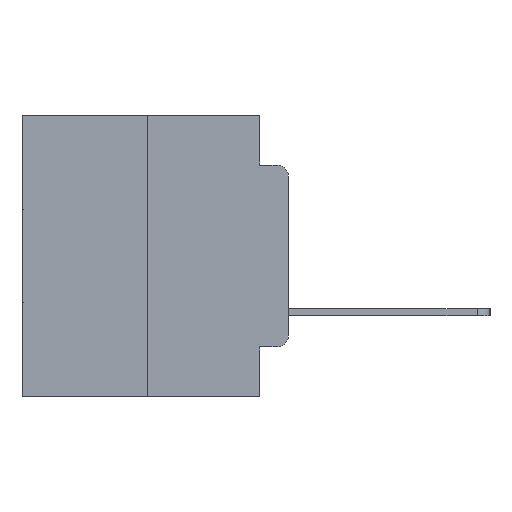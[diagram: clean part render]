
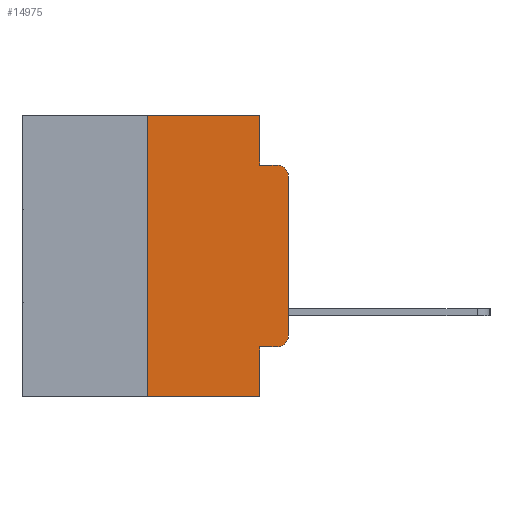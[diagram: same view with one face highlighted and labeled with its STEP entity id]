
A CAD part, left-side view. The second image highlights one B-rep face of the part: STEP entity #14975.
In plain terms, the highlighted planar face has unit normal (-1, 0, 0).
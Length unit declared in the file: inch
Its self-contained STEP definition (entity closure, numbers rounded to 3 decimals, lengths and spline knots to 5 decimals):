
#76 = LINE ( 'NONE', #22922, #18368 ) ;
#493 = VERTEX_POINT ( 'NONE', #12178 ) ;
#912 = VERTEX_POINT ( 'NONE', #22539 ) ;
#1951 = CARTESIAN_POINT ( 'NONE',  ( 0., 0.051, -0.4115 ) ) ;
#2422 = VERTEX_POINT ( 'NONE', #7373 ) ;
#2620 = LINE ( 'NONE', #26942, #25506 ) ;
#2743 = DIRECTION ( 'NONE',  ( 0., -1., 0. ) ) ;
#2754 = VERTEX_POINT ( 'NONE', #24390 ) ;
#2861 = EDGE_CURVE ( 'NONE', #13962, #17440, #7851, .T. ) ;
#3274 = PLANE ( 'NONE',  #5623 ) ;
#4133 = AXIS2_PLACEMENT_3D ( 'NONE', #10809, #25782, #13024 ) ;
#4721 = EDGE_CURVE ( 'NONE', #17440, #26388, #2620, .T. ) ;
#5623 = AXIS2_PLACEMENT_3D ( 'NONE', #5759, #8086, #23281 ) ;
#5671 = LINE ( 'NONE', #8862, #27403 ) ;
#5759 = CARTESIAN_POINT ( 'NONE',  ( 0., 0.473, 0. ) ) ;
#6313 = DIRECTION ( 'NONE',  ( 0., -1., 0. ) ) ;
#7249 = EDGE_CURVE ( 'NONE', #2422, #26388, #24628, .T. ) ;
#7373 = CARTESIAN_POINT ( 'NONE',  ( 0., 0., -0.1085 ) ) ;
#7851 = LINE ( 'NONE', #13242, #18805 ) ;
#8086 = DIRECTION ( 'NONE',  ( 1., 0., 0. ) ) ;
#8419 = EDGE_CURVE ( 'NONE', #493, #23962, #26521, .T. ) ;
#8862 = CARTESIAN_POINT ( 'NONE',  ( 0., 0.25, 0. ) ) ;
#9553 = ORIENTED_EDGE ( 'NONE', *, *, #12433, .F. ) ;
#9861 = CARTESIAN_POINT ( 'NONE',  ( 0., 0.02, -0.0885 ) ) ;
#10260 = ORIENTED_EDGE ( 'NONE', *, *, #7249, .T. ) ;
#10809 = CARTESIAN_POINT ( 'NONE',  ( 0., 0.02, -0.3915 ) ) ;
#10948 = EDGE_CURVE ( 'NONE', #493, #912, #5671, .T. ) ;
#11436 = DIRECTION ( 'NONE',  ( 0., -1., 0. ) ) ;
#11886 = EDGE_LOOP ( 'NONE', ( #27967, #10260, #16727, #20350, #26633, #12296, #23679, #9553, #24717, #14004 ) ) ;
#11976 = CIRCLE ( 'NONE', #4133, 0.02 ) ;
#12155 = AXIS2_PLACEMENT_3D ( 'NONE', #25656, #12898, #27760 ) ;
#12178 = CARTESIAN_POINT ( 'NONE',  ( 0., 0.25, -0.5 ) ) ;
#12296 = ORIENTED_EDGE ( 'NONE', *, *, #10948, .F. ) ;
#12433 = EDGE_CURVE ( 'NONE', #26034, #23962, #76, .T. ) ;
#12898 = DIRECTION ( 'NONE',  ( -1., 0., 0. ) ) ;
#13024 = DIRECTION ( 'NONE',  ( 0., 0., -1. ) ) ;
#13242 = CARTESIAN_POINT ( 'NONE',  ( 0., 0.051, 0. ) ) ;
#13415 = VECTOR ( 'NONE', #6313, 39.37008 ) ;
#13962 = VERTEX_POINT ( 'NONE', #19871 ) ;
#14004 = ORIENTED_EDGE ( 'NONE', *, *, #26322, .T. ) ;
#14582 = VECTOR ( 'NONE', #22831, 39.37008 ) ;
#14975 = ADVANCED_FACE ( 'NONE', ( #15509 ), #3274, .F. ) ;
#15220 = CARTESIAN_POINT ( 'NONE',  ( 0., 0.473, 0. ) ) ;
#15450 = DIRECTION ( 'NONE',  ( 0., 0., -1. ) ) ;
#15509 = FACE_OUTER_BOUND ( 'NONE', #11886, .T. ) ;
#16328 = EDGE_CURVE ( 'NONE', #912, #13962, #24108, .T. ) ;
#16727 = ORIENTED_EDGE ( 'NONE', *, *, #4721, .F. ) ;
#16879 = LINE ( 'NONE', #21930, #23216 ) ;
#17440 = VERTEX_POINT ( 'NONE', #22855 ) ;
#17601 = VERTEX_POINT ( 'NONE', #23339 ) ;
#18368 = VECTOR ( 'NONE', #25039, 39.37008 ) ;
#18646 = CARTESIAN_POINT ( 'NONE',  ( 0., 0.051, -0.4115 ) ) ;
#18805 = VECTOR ( 'NONE', #15450, 39.37008 ) ;
#19871 = CARTESIAN_POINT ( 'NONE',  ( 0., 0.051, 0. ) ) ;
#20350 = ORIENTED_EDGE ( 'NONE', *, *, #2861, .F. ) ;
#20704 = CARTESIAN_POINT ( 'NONE',  ( 0., 0.051, -0.5 ) ) ;
#20787 = CARTESIAN_POINT ( 'NONE',  ( 0., 0.473, -0.5 ) ) ;
#21930 = CARTESIAN_POINT ( 'NONE',  ( 0., 0., 0. ) ) ;
#22275 = VECTOR ( 'NONE', #11436, 39.37008 ) ;
#22539 = CARTESIAN_POINT ( 'NONE',  ( 0., 0.25, 0. ) ) ;
#22831 = DIRECTION ( 'NONE',  ( 0., -1., 0. ) ) ;
#22855 = CARTESIAN_POINT ( 'NONE',  ( 0., 0.051, -0.0885 ) ) ;
#22922 = CARTESIAN_POINT ( 'NONE',  ( 0., 0.051, 0. ) ) ;
#23216 = VECTOR ( 'NONE', #28268, 39.37008 ) ;
#23281 = DIRECTION ( 'NONE',  ( 0., 0., -1. ) ) ;
#23339 = CARTESIAN_POINT ( 'NONE',  ( 0., 0.02, -0.4115 ) ) ;
#23553 = EDGE_CURVE ( 'NONE', #2754, #2422, #16879, .T. ) ;
#23679 = ORIENTED_EDGE ( 'NONE', *, *, #8419, .T. ) ;
#23962 = VERTEX_POINT ( 'NONE', #20704 ) ;
#24108 = LINE ( 'NONE', #15220, #13415 ) ;
#24390 = CARTESIAN_POINT ( 'NONE',  ( 0., 0., -0.3915 ) ) ;
#24628 = CIRCLE ( 'NONE', #12155, 0.02 ) ;
#24717 = ORIENTED_EDGE ( 'NONE', *, *, #27744, .T. ) ;
#25039 = DIRECTION ( 'NONE',  ( 0., 0., -1. ) ) ;
#25506 = VECTOR ( 'NONE', #2743, 39.37008 ) ;
#25656 = CARTESIAN_POINT ( 'NONE',  ( 0., 0.02, -0.1085 ) ) ;
#25782 = DIRECTION ( 'NONE',  ( -1., 0., 0. ) ) ;
#26034 = VERTEX_POINT ( 'NONE', #18646 ) ;
#26322 = EDGE_CURVE ( 'NONE', #17601, #2754, #11976, .T. ) ;
#26388 = VERTEX_POINT ( 'NONE', #9861 ) ;
#26521 = LINE ( 'NONE', #20787, #14582 ) ;
#26633 = ORIENTED_EDGE ( 'NONE', *, *, #16328, .F. ) ;
#26942 = CARTESIAN_POINT ( 'NONE',  ( 0., 0.051, -0.0885 ) ) ;
#27403 = VECTOR ( 'NONE', #28183, 39.37008 ) ;
#27744 = EDGE_CURVE ( 'NONE', #26034, #17601, #28522, .T. ) ;
#27760 = DIRECTION ( 'NONE',  ( 0., 0., -1. ) ) ;
#27967 = ORIENTED_EDGE ( 'NONE', *, *, #23553, .T. ) ;
#28183 = DIRECTION ( 'NONE',  ( 0., 0., 1. ) ) ;
#28268 = DIRECTION ( 'NONE',  ( 0., 0., 1. ) ) ;
#28522 = LINE ( 'NONE', #1951, #22275 ) ;
